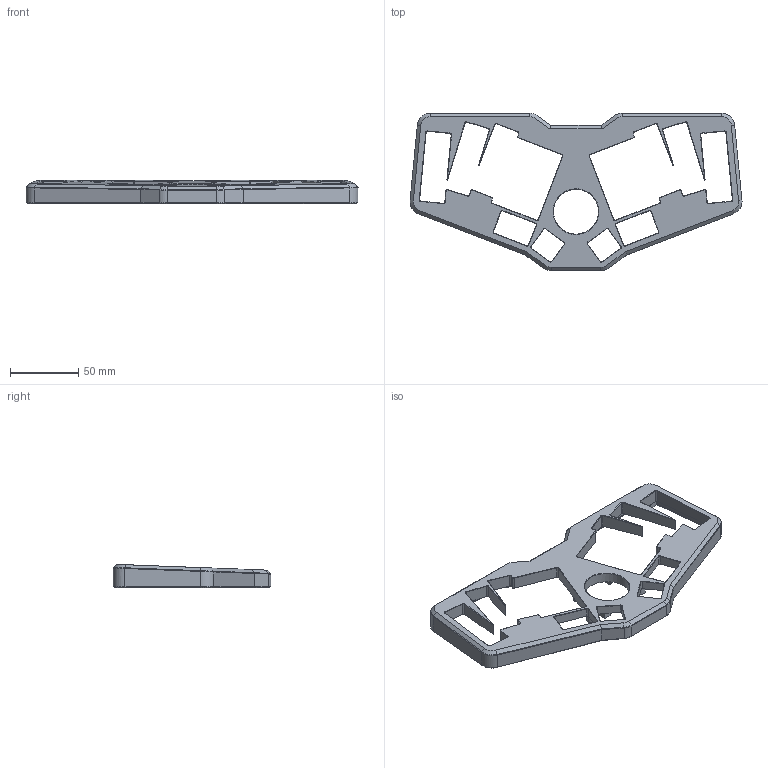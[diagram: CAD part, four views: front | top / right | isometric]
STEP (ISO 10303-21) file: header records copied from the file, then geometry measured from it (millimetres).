
FILE_DESCRIPTION(('FreeCAD Model'),'2;1');
FILE_NAME('Open CASCADE Shape Model','2021-09-17T00:32:01',('Author'),( ''),'Open CASCADE STEP processor 7.5','FreeCAD','Unknown');
FILE_SCHEMA(('AUTOMOTIVE_DESIGN { 1 0 10303 214 1 1 1 1 }'));
Length unit declared in the file: millimetre
Products named in the file (1): Fillet
Bounding box: 243.53 x 115.47 x 17.07 mm (x, y, z)
Volume: 98019.4 mm3; surface area: 45732.2 mm2
Topology: 1 solids, 1 shells, 449 faces, 1117 edges, 685 vertices
Faces by surface type: plane 243, cylinder 115, bspline 83, cone 8
Full cylindrical faces by diameter (mm): 3.2 x16, 7 x2, 33 x1
Entity records: 40432 total; most frequent: CARTESIAN_POINT 19366, DIRECTION 3468, LINE 2327, VECTOR 2327, ORIENTED_EDGE 2218, PCURVE 2218, DEFINITIONAL_REPRESENTATION 2218, EDGE_CURVE 1109
